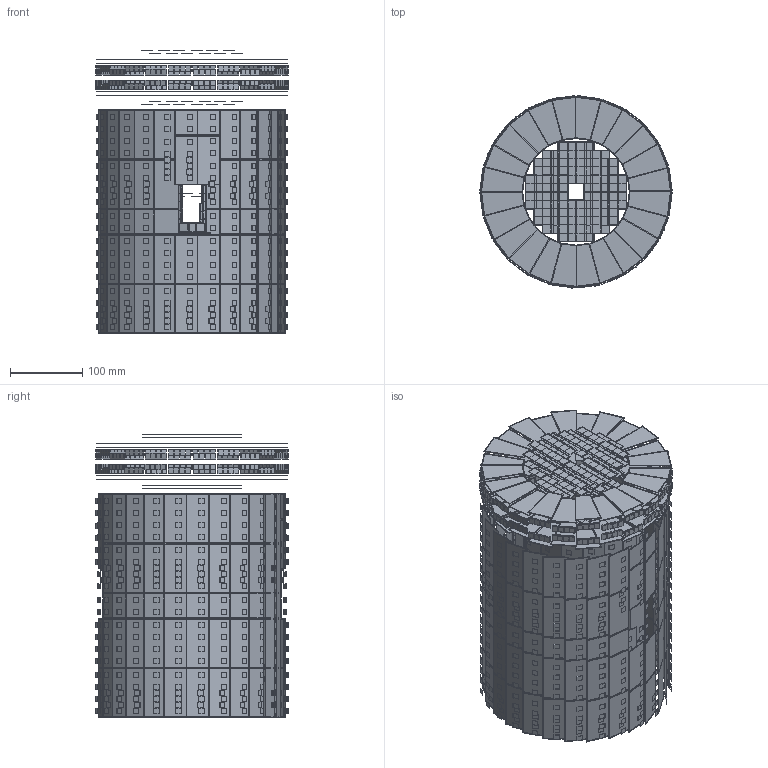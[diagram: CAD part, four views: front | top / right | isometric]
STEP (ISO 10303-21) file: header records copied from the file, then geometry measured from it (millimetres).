
FILE_DESCRIPTION((''),'2;1');
FILE_NAME('Mvd-2.2_Pv-3.2_Sv-3.4_Silicon.stp','2011-03-25T17:40:31',('thomas'),(''),'Autodesk Inventor 2008','Autodesk Inventor 2008','');
FILE_SCHEMA(('AUTOMOTIVE_DESIGN { 1 0 10303 214 1 1 1 1 }'));
Length unit declared in the file: millimetre
Products named in the file (89): Mvd-2.2_Pv-3.2_Sv-3.4 (Silicon); Pv-3.2 (Silicon); Pixel_Hshell_R (Silicon); Pixel_Bl_2 (Silicon); Pixel_Smod_Bl_1x5_L (Silicon); Pixel_Mod_5 (Silicon); Pixel_Sens_5; PixelActive_5; PixelPassive_5A; PixelPassive_5B; PixelSubstrate_5; Pixel_Fe; Pixel_Smod_Bl_1x5_H (Silicon); Pixel_Smod_Bl_2x6_L (Silicon); Pixel_Mod_6 (Silicon); Pixel_Sens_6; PixelActive_6; PixelPassive_6A; PixelPassive_6B; PixelSubstrate_6; Pixel_Smod_Bl_2x6_H (Silicon); Pixel_Bl_1_R (Silicon); Pixel_Smod_Bl_1x4_L (Silicon); Pixel_Mod_4 (Silicon); Pixel_Sens_4; PixelActive_4; PixelPassive_4A; PixelPassive_4B; PixelSubstrate_4; Pixel_Smod_Bl_1x4_H (Silicon); Pixel_Smod_Bl_1x2_H (Silicon); Pixel_Mod_2 (Silicon); Pixel_Sens_2; PixelActive_2; PixelPassive_2A; PixelPassive_2B; PixelSubstrate_2; Pixel_Smod_Bl_1x2_L (Silicon); Pixel_Hshell_L (Silicon); Pixel_Bl_1_L (Silicon) ...
Assembly tree (251 placements, depth 8):
  Mvd-2.2_Pv-3.2_Sv-3.4 (Silicon)
    Pv-3.2 (Silicon)
      Pixel_Hshell_R (Silicon)
        Pixel_Bl_2 (Silicon)
          Pixel_Smod_Bl_1x5_L (Silicon)  x2
            Pixel_Mod_5 (Silicon)
              Pixel_Sens_5
                PixelActive_5
                PixelPassive_5A
                PixelPassive_5B
                PixelSubstrate_5
              Pixel_Fe  x5
          Pixel_Smod_Bl_1x5_H (Silicon)
            Pixel_Mod_5 (Silicon)
              Pixel_Sens_5
                PixelActive_5
                PixelPassive_5A
                PixelPassive_5B
                PixelSubstrate_5
              Pixel_Fe  x5
          Pixel_Smod_Bl_2x6_L (Silicon)  x5
            Pixel_Mod_6 (Silicon)
              Pixel_Sens_6
                PixelActive_6
                PixelPassive_6A
                PixelPassive_6B
                PixelSubstrate_6
              Pixel_Fe  x6
          Pixel_Smod_Bl_2x6_H (Silicon)  x6
            Pixel_Mod_6 (Silicon)
              Pixel_Sens_6
                PixelActive_6
                PixelPassive_6A
                PixelPassive_6B
                PixelSubstrate_6
              Pixel_Fe  x6
        Pixel_Bl_1_R (Silicon)
          Pixel_Smod_Bl_1x4_L (Silicon)  x2
            Pixel_Mod_4 (Silicon)
              Pixel_Sens_4
                PixelActive_4
                PixelPassive_4A
                PixelPassive_4B
                PixelSubstrate_4
              Pixel_Fe  x4
          Pixel_Smod_Bl_1x4_H (Silicon)  x2
            Pixel_Mod_4 (Silicon)
              Pixel_Sens_4
                PixelActive_4
                PixelPassive_4A
                PixelPassive_4B
                PixelSubstrate_4
              Pixel_Fe  x4
          Pixel_Smod_Bl_1x2_H (Silicon)  x2
            Pixel_Mod_2 (Silicon)
              Pixel_Sens_2
                PixelActive_2
                PixelPassive_2A
                PixelPassive_2B
                PixelSubstrate_2
Bounding box: 266.9 x 266.9 x 392.44 mm (x, y, z)
Volume: 159597.1 mm3; surface area: 2051678.1 mm2
Topology: 4108 solids, 4108 shells, 26056 faces, 53520 edges, 35680 vertices
Faces by surface type: plane 26056
Entity records: 10133 total; most frequent: DIRECTION 1632, CARTESIAN_POINT 1390, ORIENTED_EDGE 984, AXIS2_PLACEMENT_3D 570, VECTOR 492, LINE 492, EDGE_CURVE 492, PRODUCT_DEFINITION_SHAPE 340
